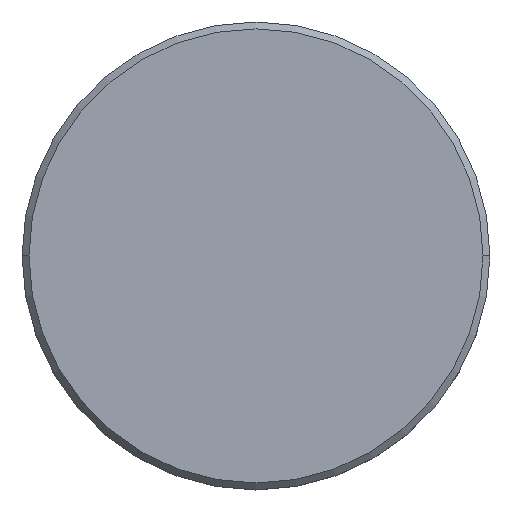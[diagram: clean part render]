
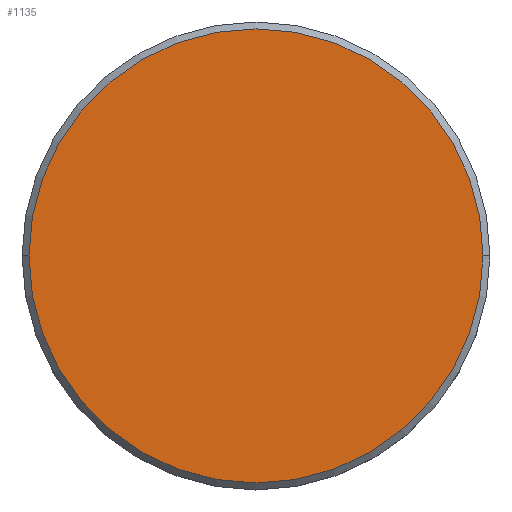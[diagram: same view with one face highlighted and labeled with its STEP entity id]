
A CAD part, top view. The second image highlights one B-rep face of the part: STEP entity #1135.
In plain terms, the highlighted planar face has unit normal (0, 0, 1).
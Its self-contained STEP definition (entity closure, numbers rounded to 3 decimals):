
#46 = VERTEX_POINT ( 'NONE', #1088 ) ;
#77 = AXIS2_PLACEMENT_3D ( 'NONE', #467, #933, #276 ) ;
#115 = CARTESIAN_POINT ( 'NONE',  ( 0., 0., 0. ) ) ;
#123 = VERTEX_POINT ( 'NONE', #451 ) ;
#165 = FACE_OUTER_BOUND ( 'NONE', #236, .T. ) ;
#236 = EDGE_LOOP ( 'NONE', ( #567, #1149 ) ) ;
#276 = DIRECTION ( 'NONE',  ( 1., 0., 0. ) ) ;
#340 = DIRECTION ( 'NONE',  ( 0., 0., 1. ) ) ;
#403 = AXIS2_PLACEMENT_3D ( 'NONE', #115, #951, #853 ) ;
#451 = CARTESIAN_POINT ( 'NONE',  ( 16.5, 0., 0. ) ) ;
#467 = CARTESIAN_POINT ( 'NONE',  ( 0., 0., 0. ) ) ;
#514 = EDGE_CURVE ( 'NONE', #46, #123, #996, .T. ) ;
#567 = ORIENTED_EDGE ( 'NONE', *, *, #514, .T. ) ;
#754 = EDGE_CURVE ( 'NONE', #123, #46, #800, .T. ) ;
#800 = CIRCLE ( 'NONE', #77, 16.5 ) ;
#801 = AXIS2_PLACEMENT_3D ( 'NONE', #1072, #340, #1150 ) ;
#853 = DIRECTION ( 'NONE',  ( 1., 0., 0. ) ) ;
#933 = DIRECTION ( 'NONE',  ( 0., 0., 1. ) ) ;
#951 = DIRECTION ( 'NONE',  ( 0., 0., 1. ) ) ;
#996 = CIRCLE ( 'NONE', #403, 16.5 ) ;
#1072 = CARTESIAN_POINT ( 'NONE',  ( 0., 0., 0. ) ) ;
#1088 = CARTESIAN_POINT ( 'NONE',  ( -16.5, 0., 0. ) ) ;
#1135 = ADVANCED_FACE ( 'NONE', ( #165 ), #1142, .T. ) ;
#1142 = PLANE ( 'NONE',  #801 ) ;
#1149 = ORIENTED_EDGE ( 'NONE', *, *, #754, .T. ) ;
#1150 = DIRECTION ( 'NONE',  ( 1., 0., 0. ) ) ;
